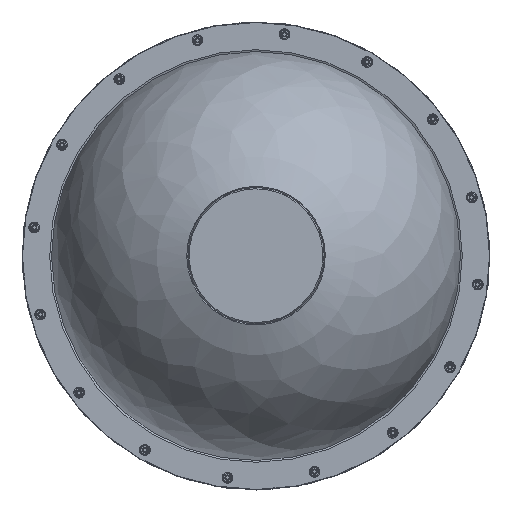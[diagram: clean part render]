
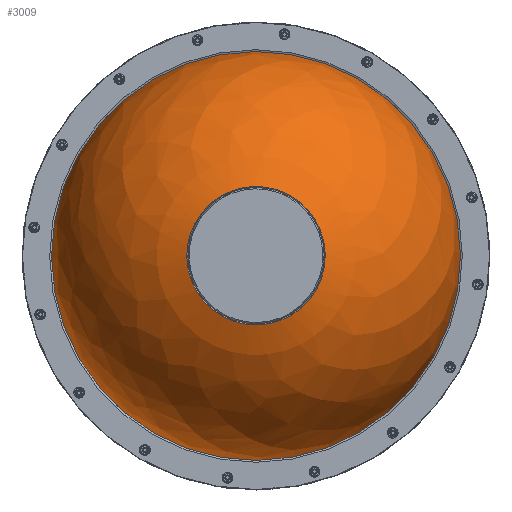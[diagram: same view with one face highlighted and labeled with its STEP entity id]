
A CAD part, top view. The second image highlights one B-rep face of the part: STEP entity #3009.
In plain terms, the highlighted face is a revolution surface.
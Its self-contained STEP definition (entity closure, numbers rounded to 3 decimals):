
#3009 = ADVANCED_FACE('',(#3010),#3050,.F.);
#3010 = FACE_BOUND('',#3011,.F.);
#3011 = EDGE_LOOP('',(#3012,#3023,#3035,#3042,#3043));
#3012 = ORIENTED_EDGE('',*,*,#3013,.T.);
#3013 = EDGE_CURVE('',#3014,#3016,#3018,.T.);
#3014 = VERTEX_POINT('',#3015);
#3015 = CARTESIAN_POINT('',(-50.006,57.494,
    436.709));
#3016 = VERTEX_POINT('',#3017);
#3017 = CARTESIAN_POINT('',(-57.494,-50.006,
    436.709));
#3018 = CIRCLE('',#3019,76.198);
#3019 = AXIS2_PLACEMENT_3D('',#3020,#3021,#3022);
#3020 = CARTESIAN_POINT('',(0.,0.,
    436.709));
#3021 = DIRECTION('',(0.,0.,-1.));
#3022 = DIRECTION('',(-0.656,0.755,0.
    ));
#3023 = ORIENTED_EDGE('',*,*,#3024,.T.);
#3024 = EDGE_CURVE('',#3016,#3025,#3027,.T.);
#3025 = VERTEX_POINT('',#3026);
#3026 = CARTESIAN_POINT('',(-169.77,-147.659,225.004));
#3027 = ( BOUNDED_CURVE() B_SPLINE_CURVE(6,(#3028,#3029,#3030,#3031,
#3032,#3033,#3034),.UNSPECIFIED.,.F.,.F.) B_SPLINE_CURVE_WITH_KNOTS((7,7
),(5.058,6.283),.PIECEWISE_BEZIER_KNOTS.) CURVE() 
GEOMETRIC_REPRESENTATION_ITEM() RATIONAL_B_SPLINE_CURVE((1.019,
    1.006,0.999,0.996,0.999,
1.006,1.019)) REPRESENTATION_ITEM('') );
#3028 = CARTESIAN_POINT('',(-57.494,-50.006,
    436.709));
#3029 = CARTESIAN_POINT('',(-90.531,-78.739,
    420.95));
#3030 = CARTESIAN_POINT('',(-120.119,-104.474,
    394.626));
#3031 = CARTESIAN_POINT('',(-144.193,-125.412,
    359.325));
#3032 = CARTESIAN_POINT('',(-161.102,-140.119,
    317.35));
#3033 = CARTESIAN_POINT('',(-169.77,-147.659,
    271.538));
#3034 = CARTESIAN_POINT('',(-169.77,-147.659,225.004));
#3035 = ORIENTED_EDGE('',*,*,#3036,.F.);
#3036 = EDGE_CURVE('',#3025,#3025,#3037,.T.);
#3037 = CIRCLE('',#3038,225.);
#3038 = AXIS2_PLACEMENT_3D('',#3039,#3040,#3041);
#3039 = CARTESIAN_POINT('',(0.,0.,
    225.004));
#3040 = DIRECTION('',(0.,0.,-1.));
#3041 = DIRECTION('',(-0.755,-0.656,0.
    ));
#3042 = ORIENTED_EDGE('',*,*,#3024,.F.);
#3043 = ORIENTED_EDGE('',*,*,#3044,.T.);
#3044 = EDGE_CURVE('',#3016,#3014,#3045,.T.);
#3045 = CIRCLE('',#3046,76.198);
#3046 = AXIS2_PLACEMENT_3D('',#3047,#3048,#3049);
#3047 = CARTESIAN_POINT('',(0.,0.,
    436.709));
#3048 = DIRECTION('',(0.,0.,-1.));
#3049 = DIRECTION('',(-0.755,-0.656,0.
    ));
#3050 = SURFACE_OF_REVOLUTION('',#3051,#3064);
#3051 = B_SPLINE_CURVE_WITH_KNOTS('',6,(#3052,#3053,#3054,#3055,#3056,
    #3057,#3058,#3059,#3060,#3061,#3062,#3063),.UNSPECIFIED.,.F.,.F.,(7,
    5,7),(5.058,5.671,6.283),.UNSPECIFIED.);
#3052 = CARTESIAN_POINT('',(-57.494,-50.006,
    436.709));
#3053 = CARTESIAN_POINT('',(-73.805,-64.192,
    428.928));
#3054 = CARTESIAN_POINT('',(-89.396,-77.753,
    418.499));
#3055 = CARTESIAN_POINT('',(-103.962,-90.421,
    405.567));
#3056 = CARTESIAN_POINT('',(-117.219,-101.952,
    390.361));
#3057 = CARTESIAN_POINT('',(-128.925,-112.133,
    373.184));
#3058 = CARTESIAN_POINT('',(-148.862,-129.473,
    335.592));
#3059 = CARTESIAN_POINT('',(-157.092,-136.632,
    315.177));
#3060 = CARTESIAN_POINT('',(-163.398,-142.116,
    293.496));
#3061 = CARTESIAN_POINT('',(-167.646,-145.811,
    270.953));
#3062 = CARTESIAN_POINT('',(-169.77,-147.659,
    247.979));
#3063 = CARTESIAN_POINT('',(-169.77,-147.659,225.004));
#3064 = AXIS1_PLACEMENT('',#3065,#3066);
#3065 = CARTESIAN_POINT('',(0.,0.,
    225.004));
#3066 = DIRECTION('',(0.,0.,-1.));
